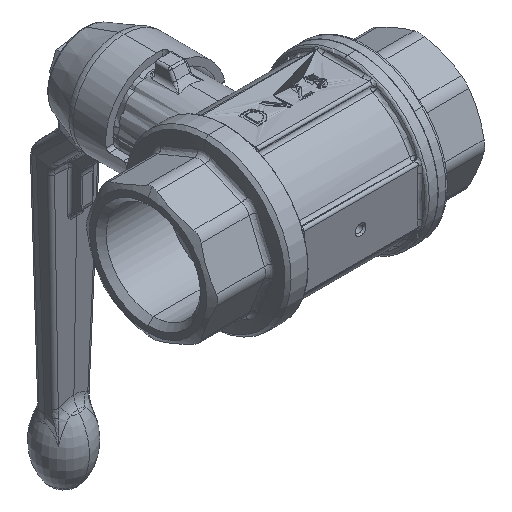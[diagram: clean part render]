
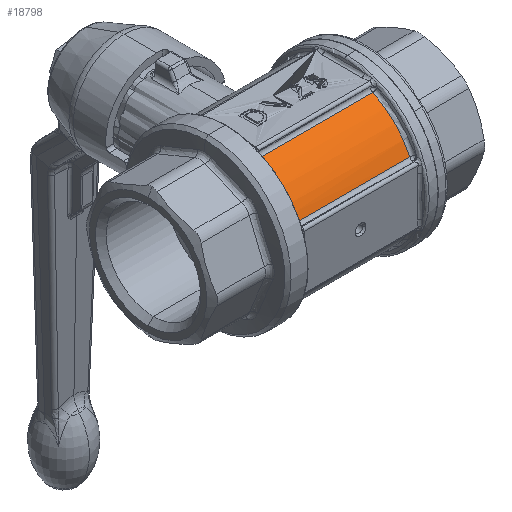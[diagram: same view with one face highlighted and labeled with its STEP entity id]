
A CAD part, isometric view. The second image highlights one B-rep face of the part: STEP entity #18798.
In plain terms, the highlighted cylindrical face has radius 24.5 mm (diameter 49 mm), a partial arc.
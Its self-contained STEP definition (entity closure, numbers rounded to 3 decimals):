
#1174 = FACE_OUTER_BOUND ( 'NONE', #25898, .T. ) ;
#1635 = VERTEX_POINT ( 'NONE', #3188 ) ;
#2181 = CARTESIAN_POINT ( 'NONE',  ( 18.157, -21.67, 11.522 ) ) ;
#2267 = CARTESIAN_POINT ( 'NONE',  ( -17.982, -16.296, 18.352 ) ) ;
#2493 = CARTESIAN_POINT ( 'NONE',  ( 18.157, -11.522, 21.67 ) ) ;
#3188 = CARTESIAN_POINT ( 'NONE',  ( -17.982, -22.276, 10.2 ) ) ;
#4598 = B_SPLINE_CURVE_WITH_KNOTS ( 'NONE', 3,
 ( #6459, #28116, #8931, #20692, #2267, #6606, #30267, #9085, #27963, #6754 ),
 .UNSPECIFIED., .F., .F.,
 ( 4, 2, 2, 2, 4 ),
 ( 0., 0.25, 0.5, 0.75, 1. ),
 .UNSPECIFIED. ) ;
#5111 = ORIENTED_EDGE ( 'NONE', *, *, #9917, .T. ) ;
#5808 = VERTEX_POINT ( 'NONE', #29534 ) ;
#6341 = VERTEX_POINT ( 'NONE', #12867 ) ;
#6459 = CARTESIAN_POINT ( 'NONE',  ( -17.982, -10.2, 22.276 ) ) ;
#6606 = CARTESIAN_POINT ( 'NONE',  ( -17.982, -18.352, 16.296 ) ) ;
#6754 = CARTESIAN_POINT ( 'NONE',  ( -17.982, -22.276, 10.2 ) ) ;
#6982 = CARTESIAN_POINT ( 'NONE',  ( 18.157, -12.79, 20.947 ) ) ;
#8277 = ORIENTED_EDGE ( 'NONE', *, *, #24498, .T. ) ;
#8931 = CARTESIAN_POINT ( 'NONE',  ( -17.982, -12.79, 20.947 ) ) ;
#9085 = CARTESIAN_POINT ( 'NONE',  ( -17.982, -20.947, 12.79 ) ) ;
#9158 = CARTESIAN_POINT ( 'NONE',  ( 18.157, -15.177, 19.288 ) ) ;
#9267 = CARTESIAN_POINT ( 'NONE',  ( -5.936, -22.276, 10.2 ) ) ;
#9275 = CARTESIAN_POINT ( 'NONE',  ( -17.982, -10.2, 22.276 ) ) ;
#9623 = CARTESIAN_POINT ( 'NONE',  ( 18.157, -16.296, 18.352 ) ) ;
#9917 = EDGE_CURVE ( 'NONE', #5808, #6341, #18105, .T. ) ;
#10791 = ORIENTED_EDGE ( 'NONE', *, *, #17131, .T. ) ;
#12219 = AXIS2_PLACEMENT_3D ( 'NONE', #27359, #22401, #15732 ) ;
#12338 = B_SPLINE_CURVE_WITH_KNOTS ( 'NONE', 3,
 ( #27994, #9267, #18702, #22111 ),
 .UNSPECIFIED., .F., .F.,
 ( 4, 4 ),
 ( 0., 1. ),
 .UNSPECIFIED. ) ;
#12652 = CYLINDRICAL_SURFACE ( 'NONE', #12219, 24.5 ) ;
#12867 = CARTESIAN_POINT ( 'NONE',  ( 18.157, -10.2, 22.276 ) ) ;
#13916 = CARTESIAN_POINT ( 'NONE',  ( 6.11, -10.2, 22.276 ) ) ;
#14109 = CARTESIAN_POINT ( 'NONE',  ( 18.157, -20.947, 12.79 ) ) ;
#15732 = DIRECTION ( 'NONE',  ( 0., 0., 1. ) ) ;
#16352 = B_SPLINE_CURVE_WITH_KNOTS ( 'NONE', 3,
 ( #30615, #13916, #28462, #9275 ),
 .UNSPECIFIED., .F., .F.,
 ( 4, 4 ),
 ( 0., 1. ),
 .UNSPECIFIED. ) ;
#16587 = CARTESIAN_POINT ( 'NONE',  ( 18.157, -18.352, 16.296 ) ) ;
#17131 = EDGE_CURVE ( 'NONE', #6341, #19479, #16352, .T. ) ;
#18105 = B_SPLINE_CURVE_WITH_KNOTS ( 'NONE', 3,
 ( #30338, #2181, #14109, #23412, #16587, #9623, #9158, #6982, #2493, #18586 ),
 .UNSPECIFIED., .F., .F.,
 ( 4, 2, 2, 2, 4 ),
 ( 0., 0.25, 0.5, 0.75, 1. ),
 .UNSPECIFIED. ) ;
#18586 = CARTESIAN_POINT ( 'NONE',  ( 18.157, -10.2, 22.276 ) ) ;
#18702 = CARTESIAN_POINT ( 'NONE',  ( 6.11, -22.276, 10.2 ) ) ;
#18798 = ADVANCED_FACE ( 'NONE', ( #1174 ), #12652, .T. ) ;
#19479 = VERTEX_POINT ( 'NONE', #27288 ) ;
#20692 = CARTESIAN_POINT ( 'NONE',  ( -17.982, -15.177, 19.288 ) ) ;
#22111 = CARTESIAN_POINT ( 'NONE',  ( 18.157, -22.276, 10.2 ) ) ;
#22401 = DIRECTION ( 'NONE',  ( -1., 0., 0. ) ) ;
#23412 = CARTESIAN_POINT ( 'NONE',  ( 18.157, -19.288, 15.177 ) ) ;
#24498 = EDGE_CURVE ( 'NONE', #1635, #5808, #12338, .T. ) ;
#24783 = EDGE_CURVE ( 'NONE', #19479, #1635, #4598, .T. ) ;
#25113 = ORIENTED_EDGE ( 'NONE', *, *, #24783, .T. ) ;
#25898 = EDGE_LOOP ( 'NONE', ( #10791, #25113, #8277, #5111 ) ) ;
#27288 = CARTESIAN_POINT ( 'NONE',  ( -17.982, -10.2, 22.276 ) ) ;
#27359 = CARTESIAN_POINT ( 'NONE',  ( -44., 0., 0. ) ) ;
#27963 = CARTESIAN_POINT ( 'NONE',  ( -17.982, -21.67, 11.522 ) ) ;
#27994 = CARTESIAN_POINT ( 'NONE',  ( -17.982, -22.276, 10.2 ) ) ;
#28116 = CARTESIAN_POINT ( 'NONE',  ( -17.982, -11.522, 21.67 ) ) ;
#28462 = CARTESIAN_POINT ( 'NONE',  ( -5.936, -10.2, 22.276 ) ) ;
#29534 = CARTESIAN_POINT ( 'NONE',  ( 18.157, -22.276, 10.2 ) ) ;
#30267 = CARTESIAN_POINT ( 'NONE',  ( -17.982, -19.288, 15.177 ) ) ;
#30338 = CARTESIAN_POINT ( 'NONE',  ( 18.157, -22.276, 10.2 ) ) ;
#30615 = CARTESIAN_POINT ( 'NONE',  ( 18.157, -10.2, 22.276 ) ) ;
